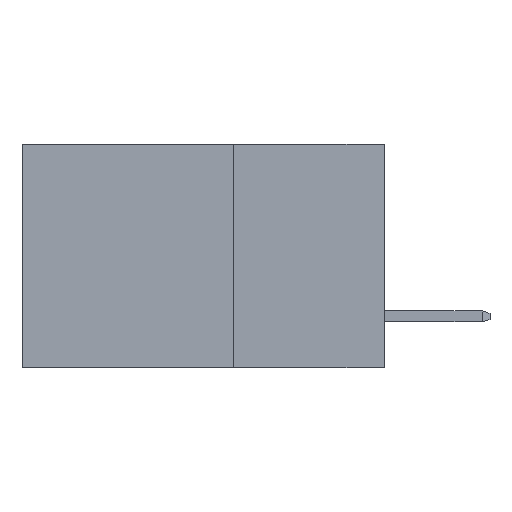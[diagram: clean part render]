
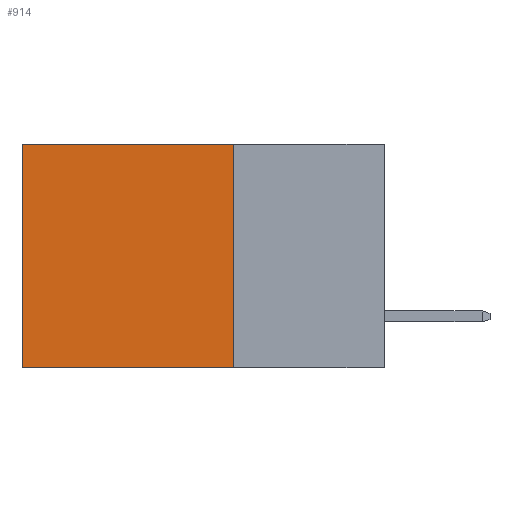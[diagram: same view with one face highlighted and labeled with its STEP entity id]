
A CAD part, left-side view. The second image highlights one B-rep face of the part: STEP entity #914.
In plain terms, the highlighted planar face has unit normal (-1, 0, 0).
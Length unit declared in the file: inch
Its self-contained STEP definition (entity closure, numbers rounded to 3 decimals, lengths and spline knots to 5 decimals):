
#302 = DIRECTION ( 'NONE',  ( 0., 0., -1. ) ) ;
#830 = CARTESIAN_POINT ( 'NONE',  ( 0.298, 0.6, 0. ) ) ;
#914 = ADVANCED_FACE ( 'NONE', ( #2857 ), #3134, .F. ) ;
#1210 = EDGE_CURVE ( 'NONE', #1791, #1966, #4446, .T. ) ;
#1249 = CARTESIAN_POINT ( 'NONE',  ( 0.298, 0.25, 0. ) ) ;
#1488 = EDGE_LOOP ( 'NONE', ( #3613, #3709, #3725, #3820 ) ) ;
#1639 = CARTESIAN_POINT ( 'NONE',  ( 0.298, 0.6, 0. ) ) ;
#1671 = CARTESIAN_POINT ( 'NONE',  ( 0.298, 0.25, 0. ) ) ;
#1791 = VERTEX_POINT ( 'NONE', #1671 ) ;
#1966 = VERTEX_POINT ( 'NONE', #830 ) ;
#2125 = CARTESIAN_POINT ( 'NONE',  ( 0.298, 0.6, -0.37 ) ) ;
#2139 = VECTOR ( 'NONE', #2885, 39.37008 ) ;
#2857 = FACE_OUTER_BOUND ( 'NONE', #1488, .T. ) ;
#2885 = DIRECTION ( 'NONE',  ( 0., 1., 0. ) ) ;
#2891 = CARTESIAN_POINT ( 'NONE',  ( 0.298, 0.25, -0.37 ) ) ;
#3134 = PLANE ( 'NONE',  #8516 ) ;
#3176 = CARTESIAN_POINT ( 'NONE',  ( 0.298, 0.25, 0. ) ) ;
#3188 = DIRECTION ( 'NONE',  ( 1., 0., 0. ) ) ;
#3488 = VECTOR ( 'NONE', #4608, 39.37008 ) ;
#3613 = ORIENTED_EDGE ( 'NONE', *, *, #6439, .T. ) ;
#3618 = DIRECTION ( 'NONE',  ( 0., 1., 0. ) ) ;
#3652 = CARTESIAN_POINT ( 'NONE',  ( 0.298, 0.25, -0.37 ) ) ;
#3709 = ORIENTED_EDGE ( 'NONE', *, *, #8433, .F. ) ;
#3725 = ORIENTED_EDGE ( 'NONE', *, *, #4393, .F. ) ;
#3820 = ORIENTED_EDGE ( 'NONE', *, *, #1210, .T. ) ;
#3845 = LINE ( 'NONE', #2891, #2139 ) ;
#3944 = CARTESIAN_POINT ( 'NONE',  ( 0.298, 0.25, 0. ) ) ;
#4393 = EDGE_CURVE ( 'NONE', #1791, #5886, #7303, .T. ) ;
#4446 = LINE ( 'NONE', #3944, #5953 ) ;
#4608 = DIRECTION ( 'NONE',  ( 0., 0., -1. ) ) ;
#5178 = DIRECTION ( 'NONE',  ( 0., 0., -1. ) ) ;
#5886 = VERTEX_POINT ( 'NONE', #3652 ) ;
#5953 = VECTOR ( 'NONE', #3618, 39.37008 ) ;
#6439 = EDGE_CURVE ( 'NONE', #1966, #8396, #9064, .T. ) ;
#7303 = LINE ( 'NONE', #1249, #3488 ) ;
#8396 = VERTEX_POINT ( 'NONE', #2125 ) ;
#8433 = EDGE_CURVE ( 'NONE', #5886, #8396, #3845, .T. ) ;
#8516 = AXIS2_PLACEMENT_3D ( 'NONE', #3176, #3188, #5178 ) ;
#8873 = VECTOR ( 'NONE', #302, 39.37008 ) ;
#9064 = LINE ( 'NONE', #1639, #8873 ) ;
